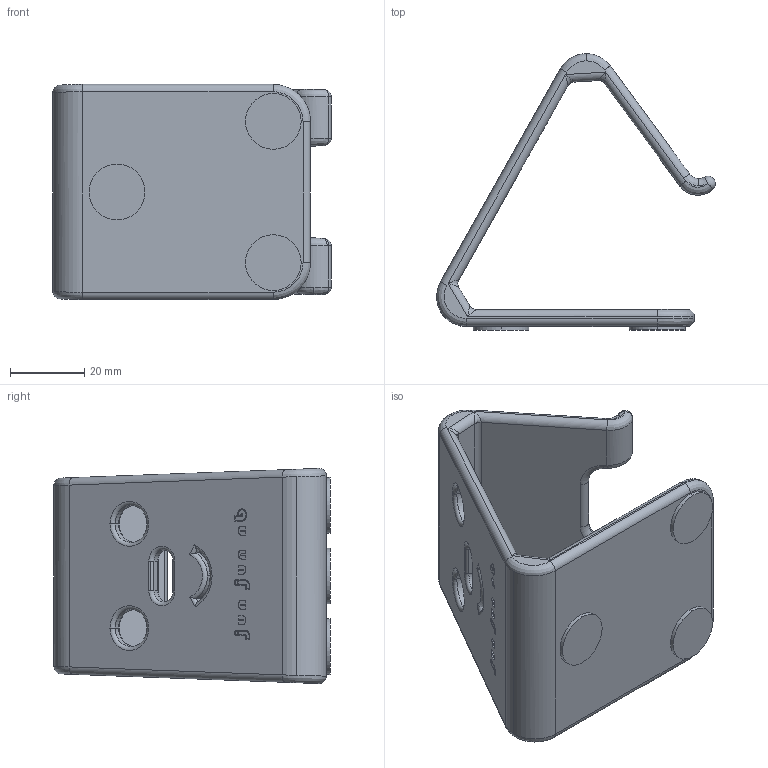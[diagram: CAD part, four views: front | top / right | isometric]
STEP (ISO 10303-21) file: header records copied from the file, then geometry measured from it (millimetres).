
FILE_DESCRIPTION (( 'STEP AP203' ), '1' );
FILE_NAME ('3D湖荂忒儂盓殤.STEP', '2025-10-31T09:53:07', ( '' ), ( '' ), 'SwSTEP 2.0', 'SolidWorks 2025', '' );
FILE_SCHEMA (( 'CONFIG_CONTROL_DESIGN' ));
Length unit declared in the file: millimetre
Products named in the file (1): 3D打印手机支架
Bounding box: 74.93 x 74.27 x 57.85 mm (x, y, z)
Volume: 45095.5 mm3; surface area: 22385 mm2
Topology: 1 solids, 1 shells, 354 faces, 878 edges, 546 vertices
Faces by surface type: bspline 151, plane 107, cylinder 70, torus 22, sphere 4
Entity records: 16077 total; most frequent: CARTESIAN_POINT 8726, ORIENTED_EDGE 1740, DIRECTION 1113, EDGE_CURVE 870, VERTEX_POINT 546, LINE 403, VECTOR 403, EDGE_LOOP 390
